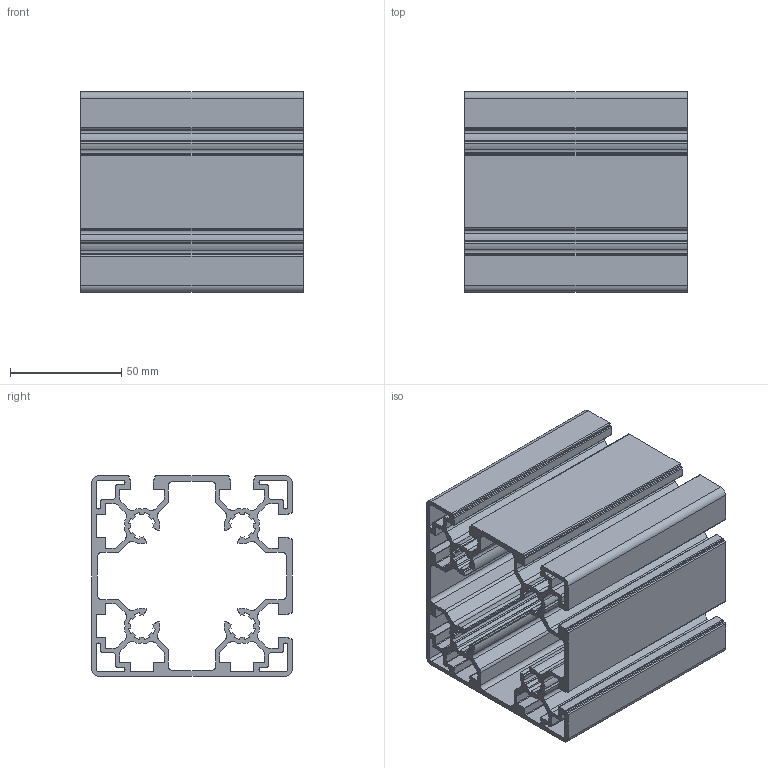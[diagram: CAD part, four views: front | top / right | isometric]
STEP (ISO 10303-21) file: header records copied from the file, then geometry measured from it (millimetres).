
FILE_DESCRIPTION (( 'STEP AP214' ), '1' );
FILE_NAME ('084.105.016.STEP', '2020-07-23T08:03:17', ( '' ), ( '' ), 'SwSTEP 2.0', 'SolidWorks 2018', '' );
FILE_SCHEMA (( 'AUTOMOTIVE_DESIGN' ));
Length unit declared in the file: millimetre
Products named in the file (1): 084.105.016
Bounding box: 100 x 90 x 90 mm (x, y, z)
Volume: 174995 mm3; surface area: 145796.8 mm2
Topology: 1 solids, 1 shells, 542 faces, 1620 edges, 1080 vertices
Faces by surface type: cylinder 324, plane 218
Entity records: 18562 total; most frequent: DIRECTION 3354, CARTESIAN_POINT 3243, ORIENTED_EDGE 3240, EDGE_CURVE 1620, AXIS2_PLACEMENT_3D 1191, VERTEX_POINT 1080, VECTOR 972, LINE 972
